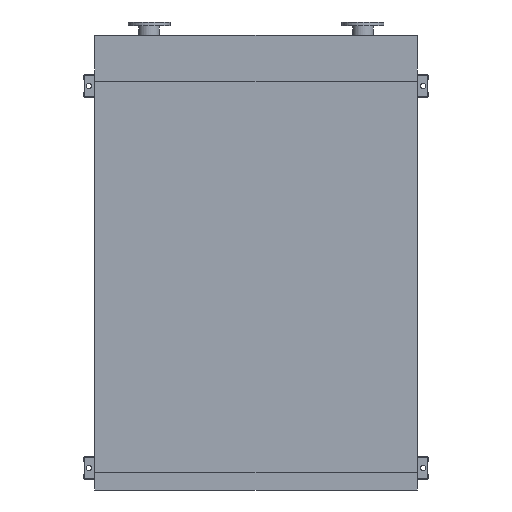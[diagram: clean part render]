
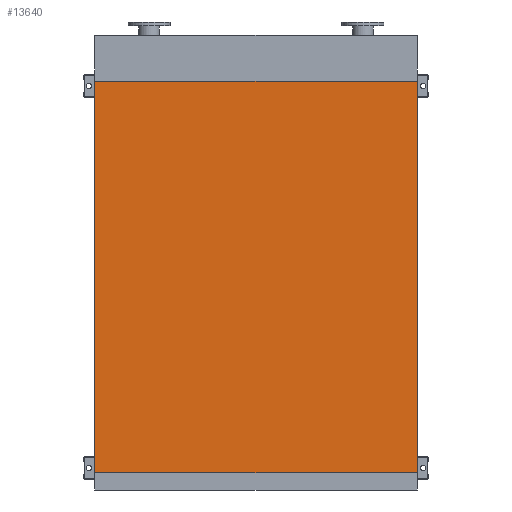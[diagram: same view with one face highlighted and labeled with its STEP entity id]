
A CAD part, front view. The second image highlights one B-rep face of the part: STEP entity #13640.
In plain terms, the highlighted planar face has unit normal (0, -1, 0).
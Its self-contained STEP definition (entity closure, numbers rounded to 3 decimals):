
#732 = LINE ( 'NONE', #2660, #11004 ) ;
#877 = DIRECTION ( 'NONE',  ( 0., 0., 1. ) ) ;
#1873 = CARTESIAN_POINT ( 'NONE',  ( -845., 0., 0. ) ) ;
#2036 = LINE ( 'NONE', #17281, #8995 ) ;
#2660 = CARTESIAN_POINT ( 'NONE',  ( -845., 0., 0. ) ) ;
#3402 = LINE ( 'NONE', #13437, #17245 ) ;
#4059 = CARTESIAN_POINT ( 'NONE',  ( 845., 0., -2050. ) ) ;
#4638 = AXIS2_PLACEMENT_3D ( 'NONE', #11533, #12774, #4916 ) ;
#4916 = DIRECTION ( 'NONE',  ( 0., 0., -1. ) ) ;
#5254 = EDGE_CURVE ( 'NONE', #5503, #8454, #2036, .T. ) ;
#5503 = VERTEX_POINT ( 'NONE', #6250 ) ;
#5607 = DIRECTION ( 'NONE',  ( 1., 0., 0. ) ) ;
#6250 = CARTESIAN_POINT ( 'NONE',  ( -845., 0., -2050. ) ) ;
#6368 = ORIENTED_EDGE ( 'NONE', *, *, #6421, .F. ) ;
#6400 = EDGE_CURVE ( 'NONE', #15468, #16500, #15358, .T. ) ;
#6421 = EDGE_CURVE ( 'NONE', #8454, #16500, #732, .T. ) ;
#6451 = EDGE_CURVE ( 'NONE', #5503, #15468, #3402, .T. ) ;
#6682 = CARTESIAN_POINT ( 'NONE',  ( 845., 0., -2050. ) ) ;
#8176 = DIRECTION ( 'NONE',  ( 0., 0., 1. ) ) ;
#8454 = VERTEX_POINT ( 'NONE', #1873 ) ;
#8995 = VECTOR ( 'NONE', #877, 1000. ) ;
#9634 = FACE_OUTER_BOUND ( 'NONE', #10444, .T. ) ;
#9909 = ORIENTED_EDGE ( 'NONE', *, *, #5254, .F. ) ;
#10259 = PLANE ( 'NONE',  #4638 ) ;
#10444 = EDGE_LOOP ( 'NONE', ( #6368, #9909, #14208, #14647 ) ) ;
#11004 = VECTOR ( 'NONE', #16087, 1000. ) ;
#11405 = VECTOR ( 'NONE', #8176, 1000. ) ;
#11533 = CARTESIAN_POINT ( 'NONE',  ( -845., 0., -2050. ) ) ;
#12774 = DIRECTION ( 'NONE',  ( 0., -1., 0. ) ) ;
#13437 = CARTESIAN_POINT ( 'NONE',  ( -845., 0., -2050. ) ) ;
#13640 = ADVANCED_FACE ( 'NONE', ( #9634 ), #10259, .T. ) ;
#14208 = ORIENTED_EDGE ( 'NONE', *, *, #6451, .T. ) ;
#14647 = ORIENTED_EDGE ( 'NONE', *, *, #6400, .T. ) ;
#15358 = LINE ( 'NONE', #4059, #11405 ) ;
#15468 = VERTEX_POINT ( 'NONE', #6682 ) ;
#16087 = DIRECTION ( 'NONE',  ( 1., 0., 0. ) ) ;
#16500 = VERTEX_POINT ( 'NONE', #16510 ) ;
#16510 = CARTESIAN_POINT ( 'NONE',  ( 845., 0., 0. ) ) ;
#17245 = VECTOR ( 'NONE', #5607, 1000. ) ;
#17281 = CARTESIAN_POINT ( 'NONE',  ( -845., 0., -2050. ) ) ;
